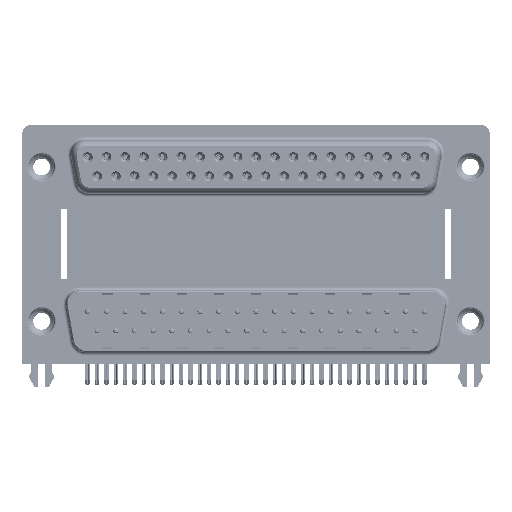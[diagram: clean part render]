
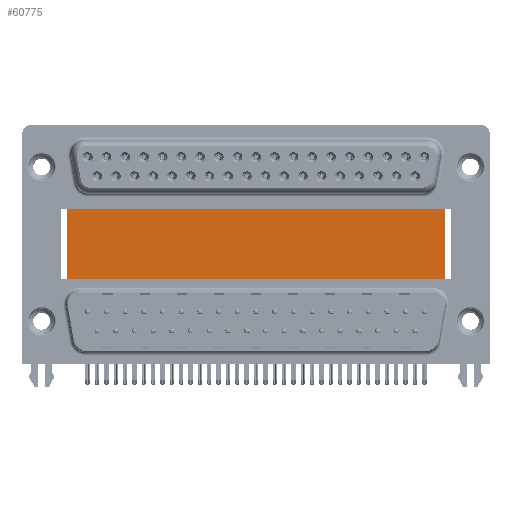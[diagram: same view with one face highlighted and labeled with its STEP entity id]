
A CAD part, top view. The second image highlights one B-rep face of the part: STEP entity #60775.
In plain terms, the highlighted planar face has unit normal (0, 0, 1).
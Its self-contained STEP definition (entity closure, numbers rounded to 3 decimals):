
#698 = ORIENTED_EDGE ( 'NONE', *, *, #45072, .T. ) ;
#1083 = EDGE_CURVE ( 'NONE', #13394, #28636, #37952, .T. ) ;
#1258 = DIRECTION ( 'NONE',  ( 1., 0., 0. ) ) ;
#2255 = VECTOR ( 'NONE', #39306, 1000. ) ;
#2958 = ORIENTED_EDGE ( 'NONE', *, *, #1083, .F. ) ;
#4186 = DIRECTION ( 'NONE',  ( 0., -1., 0. ) ) ;
#6264 = CARTESIAN_POINT ( 'NONE',  ( 3.79, 16.585, -12. ) ) ;
#6836 = VECTOR ( 'NONE', #1258, 1000. ) ;
#7900 = AXIS2_PLACEMENT_3D ( 'NONE', #53785, #42766, #53076 ) ;
#10376 = PLANE ( 'NONE',  #7900 ) ;
#13394 = VERTEX_POINT ( 'NONE', #38572 ) ;
#17263 = LINE ( 'NONE', #6264, #2255 ) ;
#28613 = CARTESIAN_POINT ( 'NONE',  ( 3.79, 16.585, -12. ) ) ;
#28636 = VERTEX_POINT ( 'NONE', #66603 ) ;
#35315 = DIRECTION ( 'NONE',  ( 1., 0., 0. ) ) ;
#36897 = CARTESIAN_POINT ( 'NONE',  ( 59.71, 16.585, -12. ) ) ;
#37952 = LINE ( 'NONE', #36897, #42838 ) ;
#38572 = CARTESIAN_POINT ( 'NONE',  ( 59.71, 16.585, -12. ) ) ;
#38636 = VERTEX_POINT ( 'NONE', #55439 ) ;
#39306 = DIRECTION ( 'NONE',  ( 0., -1., 0. ) ) ;
#39949 = CARTESIAN_POINT ( 'NONE',  ( 3.79, -3.735, -12. ) ) ;
#42766 = DIRECTION ( 'NONE',  ( 0., 0., -1. ) ) ;
#42838 = VECTOR ( 'NONE', #4186, 1000. ) ;
#45072 = EDGE_CURVE ( 'NONE', #61815, #38636, #17263, .T. ) ;
#45299 = LINE ( 'NONE', #39949, #53919 ) ;
#52372 = CARTESIAN_POINT ( 'NONE',  ( 3.79, 16.585, -12. ) ) ;
#53076 = DIRECTION ( 'NONE',  ( -1., 0., 0. ) ) ;
#53785 = CARTESIAN_POINT ( 'NONE',  ( 3.79, 16.585, -12. ) ) ;
#53919 = VECTOR ( 'NONE', #35315, 1000. ) ;
#55439 = CARTESIAN_POINT ( 'NONE',  ( 3.79, -3.735, -12. ) ) ;
#56039 = LINE ( 'NONE', #28613, #6836 ) ;
#60775 = ADVANCED_FACE ( 'NONE', ( #69833 ), #10376, .F. ) ;
#61200 = EDGE_CURVE ( 'NONE', #61815, #13394, #56039, .T. ) ;
#61815 = VERTEX_POINT ( 'NONE', #52372 ) ;
#63663 = ORIENTED_EDGE ( 'NONE', *, *, #61200, .F. ) ;
#64345 = ORIENTED_EDGE ( 'NONE', *, *, #66015, .T. ) ;
#65287 = EDGE_LOOP ( 'NONE', ( #64345, #2958, #63663, #698 ) ) ;
#66015 = EDGE_CURVE ( 'NONE', #38636, #28636, #45299, .T. ) ;
#66603 = CARTESIAN_POINT ( 'NONE',  ( 59.71, -3.735, -12. ) ) ;
#69833 = FACE_OUTER_BOUND ( 'NONE', #65287, .T. ) ;
